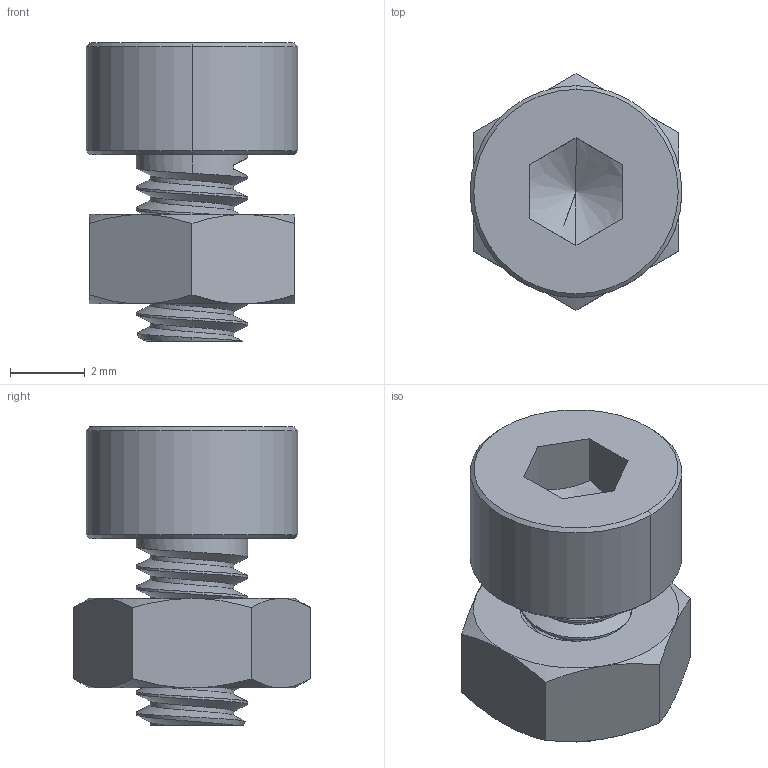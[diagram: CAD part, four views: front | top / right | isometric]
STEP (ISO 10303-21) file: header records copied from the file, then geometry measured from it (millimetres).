
FILE_DESCRIPTION(('FreeCAD Model'),'2;1');
FILE_NAME('Fusion.step','2017-05-16T09:38:55',( 'kicad StepUp'),('ksu MCAD'),'Open CASCADE STEP processor 6.8', 'FreeCAD','Unknown');
FILE_SCHEMA(('AUTOMOTIVE_DESIGN_CC2 { 1 2 10303 214 -1 1 5 4 }'));
Length unit declared in the file: millimetre
Products named in the file (2): ASSEMBLY; Fusion
Assembly tree (1 placements, depth 2):
  ASSEMBLY
    Fusion
Bounding box: 5.68 x 6.35 x 8 mm (x, y, z)
Volume: 142.2 mm3; surface area: 257.6 mm2
Topology: 1 solids, 1 shells, 71 faces, 178 edges, 109 vertices
Faces by surface type: cone 27, cylinder 21, plane 20, bspline 3
Entity records: 12697 total; most frequent: CARTESIAN_POINT 10658, ORIENTED_EDGE 352, DIRECTION 270, EDGE_CURVE 176, AXIS2_PLACEMENT_3D 109, VERTEX_POINT 109, FACE_BOUND 75, EDGE_LOOP 75
